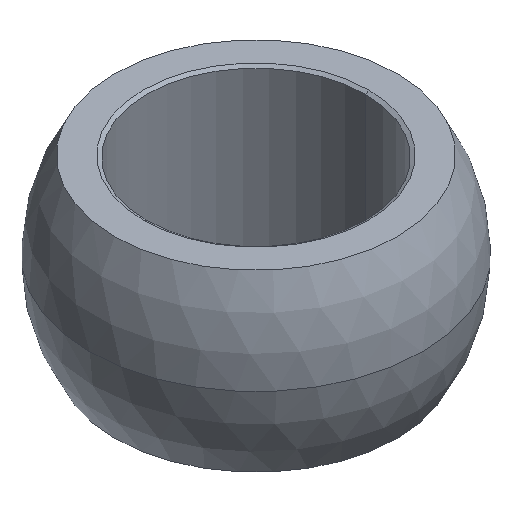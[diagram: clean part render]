
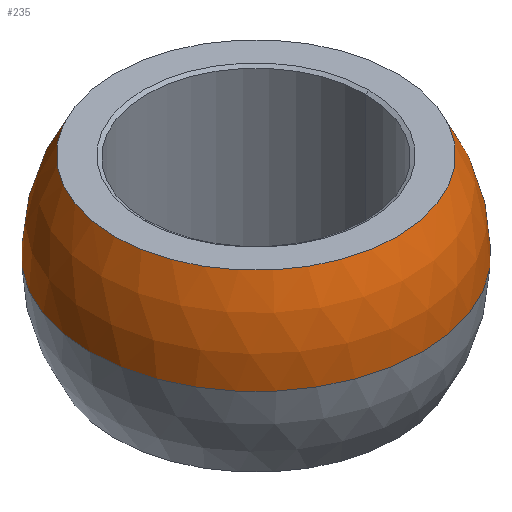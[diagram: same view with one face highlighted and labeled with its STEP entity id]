
A CAD part, isometric view. The second image highlights one B-rep face of the part: STEP entity #235.
In plain terms, the highlighted spherical face has radius 12.065 mm.
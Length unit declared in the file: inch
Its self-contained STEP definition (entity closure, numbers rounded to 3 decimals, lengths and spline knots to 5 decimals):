
#7 = DIRECTION ( 'NONE',  ( -1., 0., 0. ) ) ;
#20 = VERTEX_POINT ( 'NONE', #249 ) ;
#26 = CARTESIAN_POINT ( 'NONE',  ( 0., 0., 0. ) ) ;
#29 = DIRECTION ( 'NONE',  ( -1., 0., 0. ) ) ;
#46 = CARTESIAN_POINT ( 'NONE',  ( 0.40389, 0., 0.25 ) ) ;
#50 = ORIENTED_EDGE ( 'NONE', *, *, #193, .T. ) ;
#66 = CARTESIAN_POINT ( 'NONE',  ( 0., 0., 0.25 ) ) ;
#67 = DIRECTION ( 'NONE',  ( 1., 0., 0. ) ) ;
#83 = ORIENTED_EDGE ( 'NONE', *, *, #109, .F. ) ;
#87 = CIRCLE ( 'NONE', #203, 0.40389 ) ;
#91 = DIRECTION ( 'NONE',  ( 1., 0., 0. ) ) ;
#98 = EDGE_LOOP ( 'NONE', ( #83, #141 ) ) ;
#109 = EDGE_CURVE ( 'NONE', #115, #113, #175, .T. ) ;
#111 = AXIS2_PLACEMENT_3D ( 'NONE', #135, #222, #67 ) ;
#113 = VERTEX_POINT ( 'NONE', #130 ) ;
#115 = VERTEX_POINT ( 'NONE', #279 ) ;
#118 = DIRECTION ( 'NONE',  ( -1., 0., 0. ) ) ;
#130 = CARTESIAN_POINT ( 'NONE',  ( 0., 0.475, 0. ) ) ;
#132 = AXIS2_PLACEMENT_3D ( 'NONE', #26, #217, #118 ) ;
#135 = CARTESIAN_POINT ( 'NONE',  ( 0., 0., 0. ) ) ;
#139 = FACE_OUTER_BOUND ( 'NONE', #98, .T. ) ;
#141 = ORIENTED_EDGE ( 'NONE', *, *, #151, .T. ) ;
#148 = CIRCLE ( 'NONE', #111, 0.475 ) ;
#151 = EDGE_CURVE ( 'NONE', #115, #113, #148, .T. ) ;
#156 = CARTESIAN_POINT ( 'NONE',  ( 0., 0., 0. ) ) ;
#158 = ORIENTED_EDGE ( 'NONE', *, *, #267, .T. ) ;
#160 = DIRECTION ( 'NONE',  ( 0., 0., -1. ) ) ;
#161 = DIRECTION ( 'NONE',  ( 0., 0., -1. ) ) ;
#162 = SPHERICAL_SURFACE ( 'NONE', #215, 0.475 ) ;
#171 = VERTEX_POINT ( 'NONE', #46 ) ;
#174 = AXIS2_PLACEMENT_3D ( 'NONE', #66, #260, #7 ) ;
#175 = CIRCLE ( 'NONE', #132, 0.475 ) ;
#193 = EDGE_CURVE ( 'NONE', #171, #20, #87, .T. ) ;
#198 = CARTESIAN_POINT ( 'NONE',  ( 0., 0., 0.25 ) ) ;
#200 = EDGE_LOOP ( 'NONE', ( #158, #50 ) ) ;
#203 = AXIS2_PLACEMENT_3D ( 'NONE', #198, #160, #29 ) ;
#215 = AXIS2_PLACEMENT_3D ( 'NONE', #156, #161, #91 ) ;
#217 = DIRECTION ( 'NONE',  ( 0., 0., -1. ) ) ;
#222 = DIRECTION ( 'NONE',  ( 0., 0., 1. ) ) ;
#235 = ADVANCED_FACE ( 'NONE', ( #139, #245 ), #162, .T. ) ;
#245 = FACE_BOUND ( 'NONE', #200, .T. ) ;
#249 = CARTESIAN_POINT ( 'NONE',  ( -0.40389, 0., 0.25 ) ) ;
#257 = CIRCLE ( 'NONE', #174, 0.40389 ) ;
#260 = DIRECTION ( 'NONE',  ( 0., 0., -1. ) ) ;
#267 = EDGE_CURVE ( 'NONE', #20, #171, #257, .T. ) ;
#279 = CARTESIAN_POINT ( 'NONE',  ( 0., -0.475, 0. ) ) ;
